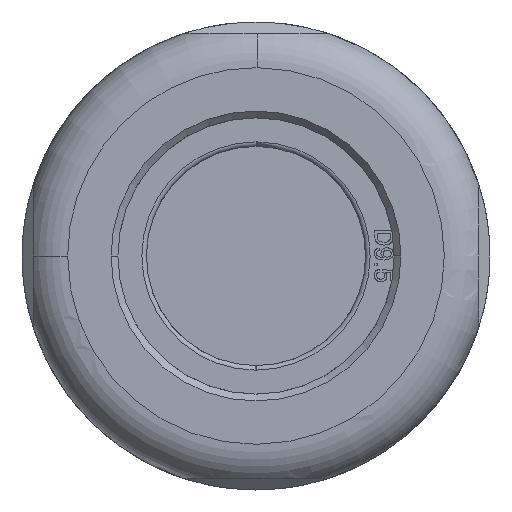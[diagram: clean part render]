
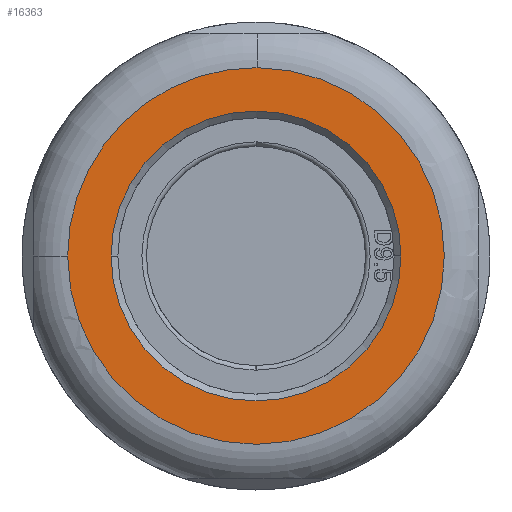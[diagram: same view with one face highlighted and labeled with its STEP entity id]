
A CAD part, front view. The second image highlights one B-rep face of the part: STEP entity #16363.
In plain terms, the highlighted planar face has unit normal (0, -1, 0).
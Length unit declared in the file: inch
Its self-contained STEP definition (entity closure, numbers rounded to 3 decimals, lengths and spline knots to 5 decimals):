
#1610=CARTESIAN_POINT('',(0.,-1.51772,0.));
#1611=DIRECTION('',(0.,1.,0.));
#1612=DIRECTION('',(0.005,0.,1.));
#1613=AXIS2_PLACEMENT_3D('',#1610,#1611,#1612);
#1615=CARTESIAN_POINT('',(0.,-1.51772,0.));
#1616=DIRECTION('',(0.,1.,0.));
#1617=DIRECTION('',(1.,0.,0.001));
#1618=AXIS2_PLACEMENT_3D('',#1615,#1616,#1617);
#1620=CARTESIAN_POINT('',(0.,-1.51772,0.));
#1621=DIRECTION('',(0.,1.,0.));
#1622=DIRECTION('',(-1.,0.,-0.001));
#1623=AXIS2_PLACEMENT_3D('',#1620,#1621,#1622);
#1625=CARTESIAN_POINT('',(0.,-1.51772,0.));
#1626=DIRECTION('',(0.,1.,0.));
#1627=DIRECTION('',(-1.,0.,0.));
#1628=AXIS2_PLACEMENT_3D('',#1625,#1626,#1627);
#1630=CARTESIAN_POINT('',(0.,-1.51772,0.));
#1631=DIRECTION('',(0.,-1.,0.));
#1632=DIRECTION('',(1.,0.,0.));
#1633=AXIS2_PLACEMENT_3D('',#1630,#1631,#1632);
#1635=CARTESIAN_POINT('',(0.,-1.51772,0.));
#1636=DIRECTION('',(0.,-1.,0.));
#1637=DIRECTION('',(-1.,0.,0.));
#1638=AXIS2_PLACEMENT_3D('',#1635,#1636,#1637);
#13146=CARTESIAN_POINT('',(-0.3248,-1.51772,
-0.00048));
#13147=CARTESIAN_POINT('',(-0.3248,-1.51772,
0.));
#13148=VERTEX_POINT('',#13146);
#13149=VERTEX_POINT('',#13147);
#13154=CARTESIAN_POINT('',(0.00174,-1.51772,
0.3248));
#13155=CARTESIAN_POINT('',(0.3248,-1.51772,
0.00048));
#13156=VERTEX_POINT('',#13154);
#13157=VERTEX_POINT('',#13155);
#13158=CARTESIAN_POINT('',(0.25,-1.51772,
0.));
#13159=CARTESIAN_POINT('',(-0.25,-1.51772,
0.));
#13160=VERTEX_POINT('',#13158);
#13161=VERTEX_POINT('',#13159);
#16345=CARTESIAN_POINT('',(0.,-1.51772,
-0.00013));
#16346=DIRECTION('',(0.,1.,0.));
#16347=DIRECTION('',(0.,0.,-1.));
#16348=AXIS2_PLACEMENT_3D('',#16345,#16346,#16347);
#16349=PLANE('',#16348);
#16350=ORIENTED_EDGE('',*,*,#16324,.T.);
#16351=ORIENTED_EDGE('',*,*,#16322,.T.);
#16352=ORIENTED_EDGE('',*,*,#16320,.T.);
#16354=ORIENTED_EDGE('',*,*,#16353,.T.);
#16355=EDGE_LOOP('',(#16350,#16351,#16352,#16354));
#16356=FACE_OUTER_BOUND('',#16355,.F.);
#16358=ORIENTED_EDGE('',*,*,#16357,.T.);
#16360=ORIENTED_EDGE('',*,*,#16359,.T.);
#16361=EDGE_LOOP('',(#16358,#16360));
#16362=FACE_BOUND('',#16361,.F.);
#16363=ADVANCED_FACE('',(#16356,#16362),#16349,.F.);
#1614=CIRCLE('',#1613,0.3248);
#1619=CIRCLE('',#1618,0.3248);
#1624=CIRCLE('',#1623,0.3248);
#1629=CIRCLE('',#1628,0.3248);
#1634=CIRCLE('',#1633,0.25);
#1639=CIRCLE('',#1638,0.25);
#16320=EDGE_CURVE('',#13148,#13149,#1624,.T.);
#16322=EDGE_CURVE('',#13157,#13148,#1619,.T.);
#16324=EDGE_CURVE('',#13156,#13157,#1614,.T.);
#16353=EDGE_CURVE('',#13149,#13156,#1629,.T.);
#16357=EDGE_CURVE('',#13160,#13161,#1634,.T.);
#16359=EDGE_CURVE('',#13161,#13160,#1639,.T.);
